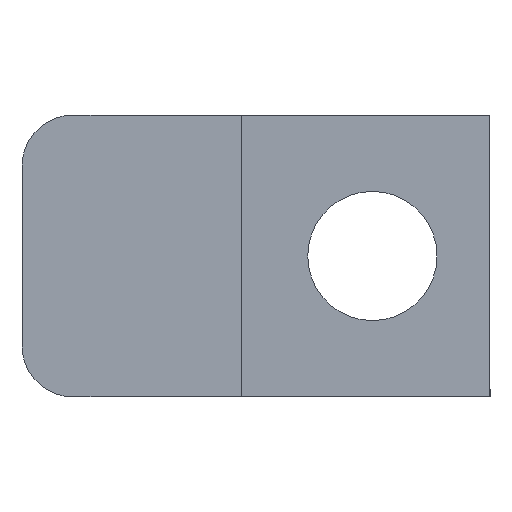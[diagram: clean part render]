
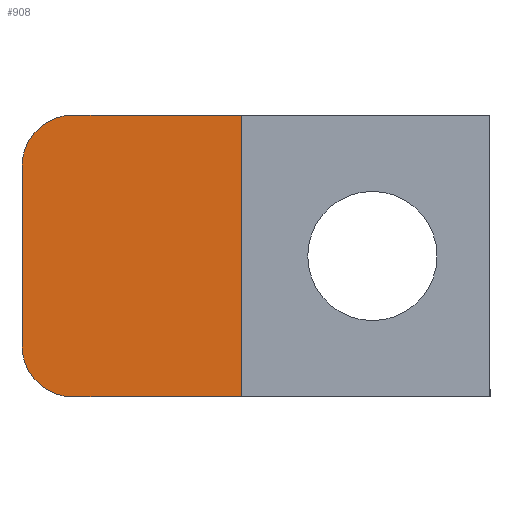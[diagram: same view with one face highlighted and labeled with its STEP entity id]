
A CAD part, front view. The second image highlights one B-rep face of the part: STEP entity #908.
In plain terms, the highlighted planar face has unit normal (0, -1, 0).
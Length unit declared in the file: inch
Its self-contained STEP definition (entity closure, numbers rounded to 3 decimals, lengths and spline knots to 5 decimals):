
#17 = EDGE_CURVE ( 'NONE', #970, #1320, #807, .T. ) ;
#22 = VERTEX_POINT ( 'NONE', #706 ) ;
#37 = PLANE ( 'NONE',  #89 ) ;
#57 = CARTESIAN_POINT ( 'NONE',  ( 0., 0., -0.2785 ) ) ;
#59 = ORIENTED_EDGE ( 'NONE', *, *, #17, .F. ) ;
#76 = VERTEX_POINT ( 'NONE', #57 ) ;
#89 = AXIS2_PLACEMENT_3D ( 'NONE', #890, #467, #481 ) ;
#97 = DIRECTION ( 'NONE',  ( 0., 0., 1. ) ) ;
#135 = EDGE_CURVE ( 'NONE', #76, #765, #914, .T. ) ;
#152 = CARTESIAN_POINT ( 'NONE',  ( 0.0615, 0., -0.2785 ) ) ;
#159 = DIRECTION ( 'NONE',  ( 1., 0., 0. ) ) ;
#287 = ORIENTED_EDGE ( 'NONE', *, *, #555, .F. ) ;
#302 = LINE ( 'NONE', #1127, #834 ) ;
#345 = CARTESIAN_POINT ( 'NONE',  ( 0., 0., -0.34 ) ) ;
#421 = AXIS2_PLACEMENT_3D ( 'NONE', #876, #775, #159 ) ;
#467 = DIRECTION ( 'NONE',  ( 0., -1., 0. ) ) ;
#481 = DIRECTION ( 'NONE',  ( 1., 0., 0. ) ) ;
#491 = DIRECTION ( 'NONE',  ( 1., 0., 0. ) ) ;
#555 = EDGE_CURVE ( 'NONE', #76, #22, #766, .T. ) ;
#569 = DIRECTION ( 'NONE',  ( 0., -1., 0. ) ) ;
#612 = EDGE_CURVE ( 'NONE', #970, #22, #1256, .T. ) ;
#654 = EDGE_CURVE ( 'NONE', #1300, #1320, #1336, .T. ) ;
#661 = ORIENTED_EDGE ( 'NONE', *, *, #135, .T. ) ;
#670 = DIRECTION ( 'NONE',  ( 0., 0., 1. ) ) ;
#672 = AXIS2_PLACEMENT_3D ( 'NONE', #152, #569, #983 ) ;
#674 = VECTOR ( 'NONE', #491, 39.37008 ) ;
#705 = CARTESIAN_POINT ( 'NONE',  ( 0.265, 0., -0.34 ) ) ;
#706 = CARTESIAN_POINT ( 'NONE',  ( 0., 0., -0.0615 ) ) ;
#765 = VERTEX_POINT ( 'NONE', #1039 ) ;
#766 = LINE ( 'NONE', #345, #1239 ) ;
#770 = VECTOR ( 'NONE', #97, 39.37008 ) ;
#775 = DIRECTION ( 'NONE',  ( 0., -1., 0. ) ) ;
#807 = LINE ( 'NONE', #1224, #674 ) ;
#834 = VECTOR ( 'NONE', #909, 39.37008 ) ;
#852 = EDGE_LOOP ( 'NONE', ( #59, #1008, #287, #661, #863, #891 ) ) ;
#863 = ORIENTED_EDGE ( 'NONE', *, *, #1062, .T. ) ;
#876 = CARTESIAN_POINT ( 'NONE',  ( 0.0615, 0., -0.0615 ) ) ;
#890 = CARTESIAN_POINT ( 'NONE',  ( 0.265, 0., -0.34 ) ) ;
#891 = ORIENTED_EDGE ( 'NONE', *, *, #654, .T. ) ;
#908 = ADVANCED_FACE ( 'NONE', ( #1202 ), #37, .T. ) ;
#909 = DIRECTION ( 'NONE',  ( 1., 0., 0. ) ) ;
#914 = CIRCLE ( 'NONE', #672, 0.0615 ) ;
#923 = CARTESIAN_POINT ( 'NONE',  ( 0.265, 0., 0. ) ) ;
#970 = VERTEX_POINT ( 'NONE', #1291 ) ;
#983 = DIRECTION ( 'NONE',  ( 1., 0., 0. ) ) ;
#1008 = ORIENTED_EDGE ( 'NONE', *, *, #612, .T. ) ;
#1039 = CARTESIAN_POINT ( 'NONE',  ( 0.0615, 0., -0.34 ) ) ;
#1062 = EDGE_CURVE ( 'NONE', #765, #1300, #302, .T. ) ;
#1127 = CARTESIAN_POINT ( 'NONE',  ( 0.265, 0., -0.34 ) ) ;
#1134 = CARTESIAN_POINT ( 'NONE',  ( 0.265, 0., -0.34 ) ) ;
#1202 = FACE_OUTER_BOUND ( 'NONE', #852, .T. ) ;
#1224 = CARTESIAN_POINT ( 'NONE',  ( 0.265, 0., 0. ) ) ;
#1239 = VECTOR ( 'NONE', #670, 39.37008 ) ;
#1256 = CIRCLE ( 'NONE', #421, 0.0615 ) ;
#1291 = CARTESIAN_POINT ( 'NONE',  ( 0.0615, 0., 0. ) ) ;
#1300 = VERTEX_POINT ( 'NONE', #1134 ) ;
#1320 = VERTEX_POINT ( 'NONE', #923 ) ;
#1336 = LINE ( 'NONE', #705, #770 ) ;
